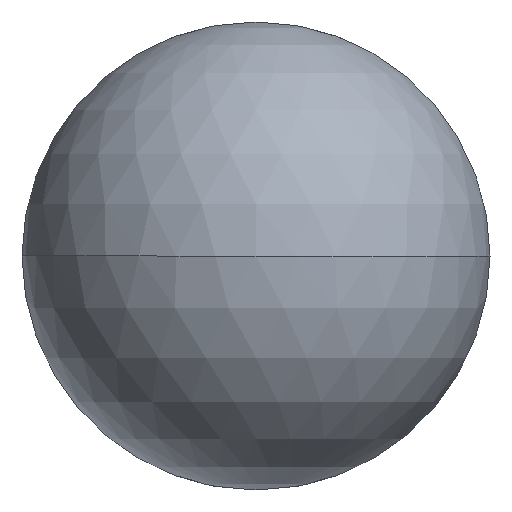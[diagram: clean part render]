
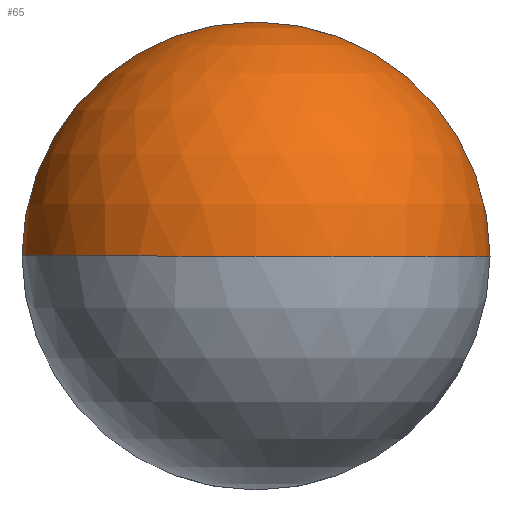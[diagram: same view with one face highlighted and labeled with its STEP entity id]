
A CAD part, front view. The second image highlights one B-rep face of the part: STEP entity #65.
In plain terms, the highlighted spherical face has radius 7.938 mm.
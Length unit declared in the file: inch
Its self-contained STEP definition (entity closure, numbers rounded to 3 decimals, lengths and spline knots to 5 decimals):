
#4 = DIRECTION ( 'NONE',  ( 0., -1., 0. ) ) ;
#13 = CARTESIAN_POINT ( 'NONE',  ( 0., 0.3125, 0. ) ) ;
#53 = VERTEX_POINT ( 'NONE', #57 ) ;
#57 = CARTESIAN_POINT ( 'NONE',  ( 0., 0., 0. ) ) ;
#64 = DIRECTION ( 'NONE',  ( 0., 0., -1. ) ) ;
#65 = ADVANCED_FACE ( 'NONE', ( #251 ), #307, .T. ) ;
#83 = AXIS2_PLACEMENT_3D ( 'NONE', #309, #275, #174 ) ;
#99 = EDGE_CURVE ( 'NONE', #188, #53, #354, .T. ) ;
#100 = VERTEX_POINT ( 'NONE', #221 ) ;
#101 = DIRECTION ( 'NONE',  ( 0., 0., 1. ) ) ;
#107 = ORIENTED_EDGE ( 'NONE', *, *, #169, .F. ) ;
#141 = CIRCLE ( 'NONE', #358, 0.3125 ) ;
#144 = CARTESIAN_POINT ( 'NONE',  ( 0., 0.3125, 0. ) ) ;
#147 = AXIS2_PLACEMENT_3D ( 'NONE', #149, #101, #206 ) ;
#149 = CARTESIAN_POINT ( 'NONE',  ( 0., 0.3125, 0. ) ) ;
#162 = VERTEX_POINT ( 'NONE', #351 ) ;
#164 = AXIS2_PLACEMENT_3D ( 'NONE', #13, #241, #310 ) ;
#169 = EDGE_CURVE ( 'NONE', #100, #53, #350, .T. ) ;
#174 = DIRECTION ( 'NONE',  ( 0., 0., -1. ) ) ;
#176 = AXIS2_PLACEMENT_3D ( 'NONE', #144, #64, #264 ) ;
#188 = VERTEX_POINT ( 'NONE', #257 ) ;
#206 = DIRECTION ( 'NONE',  ( 1., 0., 0. ) ) ;
#207 = ORIENTED_EDGE ( 'NONE', *, *, #99, .T. ) ;
#208 = DIRECTION ( 'NONE',  ( 0., 0., -1. ) ) ;
#221 = CARTESIAN_POINT ( 'NONE',  ( 0.3125, 0.3125, 0. ) ) ;
#223 = CIRCLE ( 'NONE', #83, 0.3125 ) ;
#226 = EDGE_CURVE ( 'NONE', #162, #188, #141, .T. ) ;
#241 = DIRECTION ( 'NONE',  ( 0., 0., 1. ) ) ;
#251 = FACE_OUTER_BOUND ( 'NONE', #331, .T. ) ;
#257 = CARTESIAN_POINT ( 'NONE',  ( -0.3125, 0.3125, 0. ) ) ;
#264 = DIRECTION ( 'NONE',  ( -1., 0., 0. ) ) ;
#274 = ORIENTED_EDGE ( 'NONE', *, *, #226, .T. ) ;
#275 = DIRECTION ( 'NONE',  ( 0., -1., 0. ) ) ;
#297 = CARTESIAN_POINT ( 'NONE',  ( 0., 0.3125, 0. ) ) ;
#303 = EDGE_CURVE ( 'NONE', #100, #162, #223, .T. ) ;
#307 = SPHERICAL_SURFACE ( 'NONE', #147, 0.3125 ) ;
#309 = CARTESIAN_POINT ( 'NONE',  ( 0., 0.3125, 0. ) ) ;
#310 = DIRECTION ( 'NONE',  ( 1., 0., 0. ) ) ;
#331 = EDGE_LOOP ( 'NONE', ( #274, #207, #107, #356 ) ) ;
#350 = CIRCLE ( 'NONE', #176, 0.3125 ) ;
#351 = CARTESIAN_POINT ( 'NONE',  ( 0., 0.3125, 0.3125 ) ) ;
#354 = CIRCLE ( 'NONE', #164, 0.3125 ) ;
#356 = ORIENTED_EDGE ( 'NONE', *, *, #303, .T. ) ;
#358 = AXIS2_PLACEMENT_3D ( 'NONE', #297, #4, #208 ) ;
